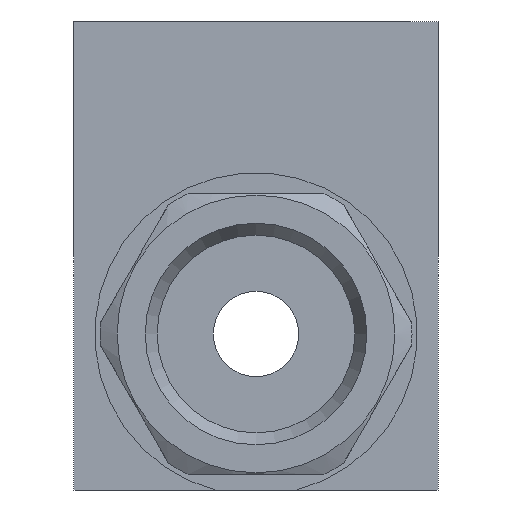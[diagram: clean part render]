
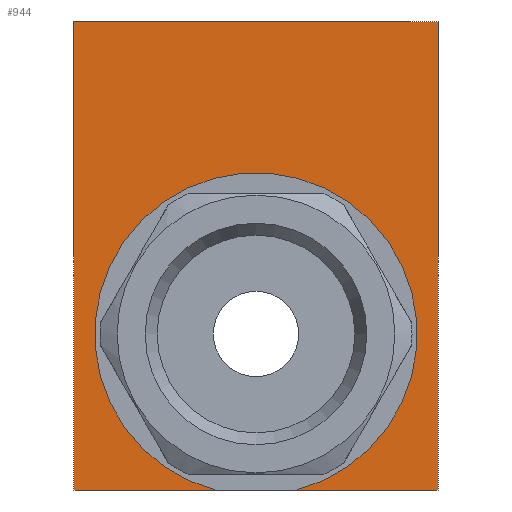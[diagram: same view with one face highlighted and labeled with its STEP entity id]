
A CAD part, front view. The second image highlights one B-rep face of the part: STEP entity #944.
In plain terms, the highlighted planar face has unit normal (0, -1, 0).
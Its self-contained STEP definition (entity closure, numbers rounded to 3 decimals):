
#64=LINE('',#3516,#120);
#67=LINE('',#3521,#123);
#68=LINE('',#3522,#124);
#72=LINE('',#3530,#128);
#75=LINE('',#3535,#131);
#120=VECTOR('',#1747,1000.);
#123=VECTOR('',#1752,1000.);
#124=VECTOR('',#1753,1000.);
#128=VECTOR('',#1759,1000.);
#131=VECTOR('',#1764,1000.);
#396=ORIENTED_EDGE('',*,*,#523,.F.);
#397=ORIENTED_EDGE('',*,*,#505,.T.);
#398=ORIENTED_EDGE('',*,*,#522,.F.);
#399=ORIENTED_EDGE('',*,*,#519,.F.);
#400=ORIENTED_EDGE('',*,*,#530,.F.);
#401=ORIENTED_EDGE('',*,*,#527,.F.);
#505=EDGE_CURVE('',#606,#609,#676,.T.);
#519=EDGE_CURVE('',#622,#623,#64,.T.);
#522=EDGE_CURVE('',#623,#609,#67,.T.);
#523=EDGE_CURVE('',#606,#624,#68,.T.);
#527=EDGE_CURVE('',#624,#627,#72,.T.);
#530=EDGE_CURVE('',#627,#622,#75,.T.);
#606=VERTEX_POINT('',#2882);
#609=VERTEX_POINT('',#2887);
#622=VERTEX_POINT('',#3515);
#623=VERTEX_POINT('',#3517);
#624=VERTEX_POINT('',#3523);
#627=VERTEX_POINT('',#3531);
#676=CIRCLE('',#1458,15.5);
#772=EDGE_LOOP('',(#396,#397,#398,#399,#400,#401));
#860=FACE_BOUND('',#772,.T.);
#886=PLANE('',#1480);
#944=ADVANCED_FACE('',(#860),#886,.F.);
#1458=AXIS2_PLACEMENT_3D('',#2888,#1708,#1709);
#1480=AXIS2_PLACEMENT_3D('',#3537,#1767,#1768);
#1708=DIRECTION('',(0.,1.,0.));
#1709=DIRECTION('',(0.,0.,-1.));
#1747=DIRECTION('',(0.,0.,-1.));
#1752=DIRECTION('',(-1.,0.,0.));
#1753=DIRECTION('',(-1.,0.,0.));
#1759=DIRECTION('',(0.,0.,1.));
#1764=DIRECTION('',(1.,0.,0.));
#1767=DIRECTION('',(0.,1.,0.));
#1768=DIRECTION('',(0.,0.,1.));
#2882=CARTESIAN_POINT('',(-3.905,-45.,-15.));
#2887=CARTESIAN_POINT('',(3.905,-45.,-15.));
#2888=CARTESIAN_POINT('',(0.,-45.,0.));
#3515=CARTESIAN_POINT('',(17.5,-45.,30.));
#3516=CARTESIAN_POINT('',(17.5,-45.,30.));
#3517=CARTESIAN_POINT('',(17.5,-45.,-15.));
#3521=CARTESIAN_POINT('',(17.5,-45.,-15.));
#3522=CARTESIAN_POINT('',(17.5,-45.,-15.));
#3523=CARTESIAN_POINT('',(-17.5,-45.,-15.));
#3530=CARTESIAN_POINT('',(-17.5,-45.,-15.));
#3531=CARTESIAN_POINT('',(-17.5,-45.,30.));
#3535=CARTESIAN_POINT('',(-17.5,-45.,30.));
#3537=CARTESIAN_POINT('',(0.,-45.,0.));
